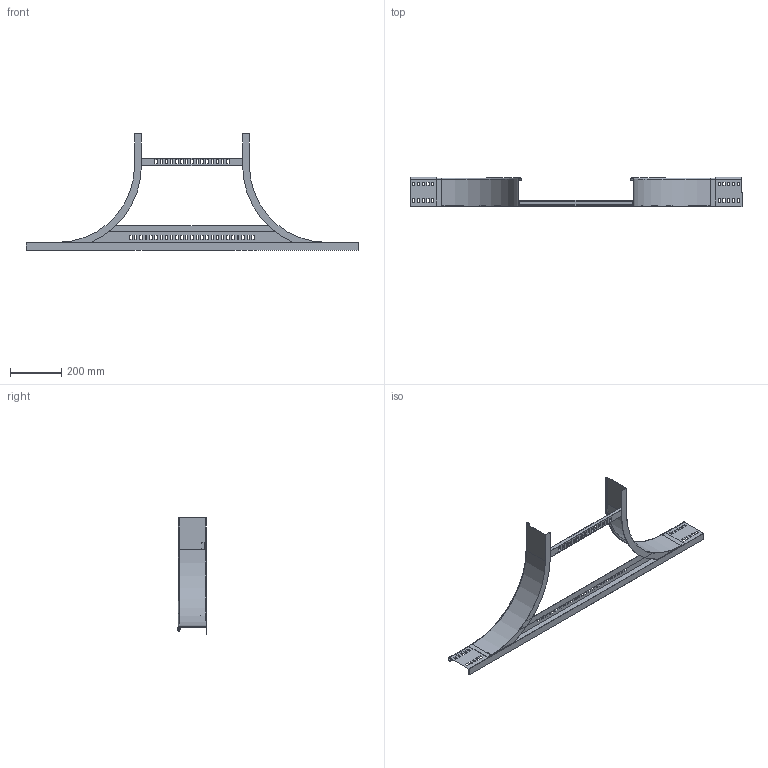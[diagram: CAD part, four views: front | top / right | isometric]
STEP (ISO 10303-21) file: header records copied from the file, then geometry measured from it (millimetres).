
FILE_DESCRIPTION (( 'STEP AP214' ), '1' );
FILE_NAME ('6225936.stp', '2017-03-27T08:40:53', ( '' ), ( '' ), 'SwSTEP 2.0', 'SolidWorks 2016', '' );
FILE_SCHEMA (( 'AUTOMOTIVE_DESIGN' ));
Length unit declared in the file: millimetre
Products named in the file (5): 087897_Innenholm 110xR300 li; 087898_St》zprofil f〉 R300 NB450; 079986_L=0442; 087897_Innenholm 110xR300 re; 6225936
Assembly tree (4 placements, depth 2):
  6225936
    087897_Innenholm 110xR300 re
    079986_L=0442
    087898_St》zprofil f〉 R300 NB450
    087897_Innenholm 110xR300 li
Bounding box: 1300 x 115 x 456.2 mm (x, y, z)
Volume: 617309.8 mm3; surface area: 739100.3 mm2
Topology: 4 solids, 4 shells, 450 faces, 1294 edges, 852 vertices
Faces by surface type: plane 334, cylinder 106, bspline 6, torus 4
Entity records: 15756 total; most frequent: CARTESIAN_POINT 3393, ORIENTED_EDGE 2588, DIRECTION 2384, EDGE_CURVE 1294, LINE 1058, VECTOR 1058, VERTEX_POINT 852, AXIS2_PLACEMENT_3D 663
